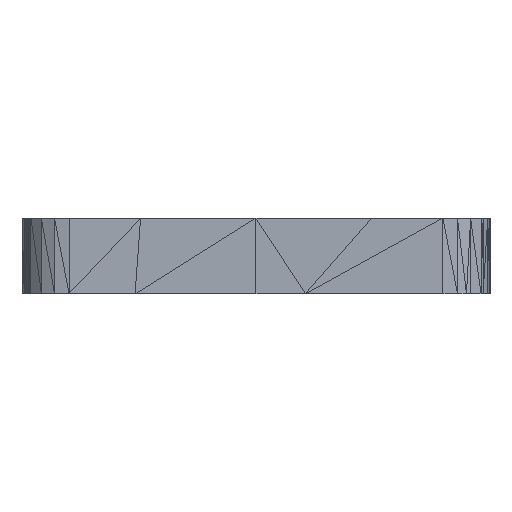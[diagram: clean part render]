
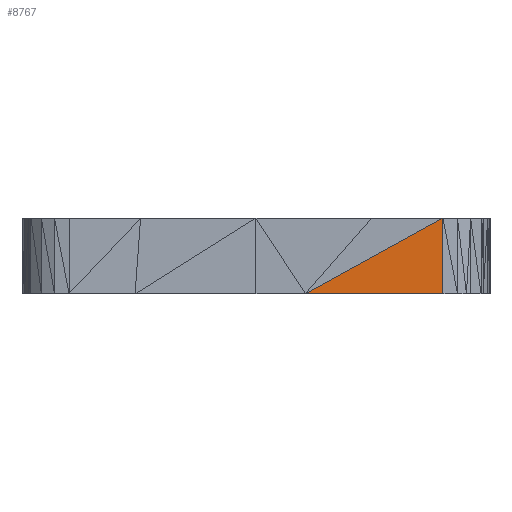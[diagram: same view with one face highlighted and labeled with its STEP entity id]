
A CAD part, left-side view. The second image highlights one B-rep face of the part: STEP entity #8767.
In plain terms, the highlighted planar face has unit normal (-1, 0, 0).
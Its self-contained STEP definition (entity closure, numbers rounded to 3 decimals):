
#43 = ORIENTED_EDGE ( 'NONE', *, *, #10867, .F. ) ;
#265 = VERTEX_POINT ( 'NONE', #19534 ) ;
#485 = VECTOR ( 'NONE', #2131, 1000. ) ;
#621 = ORIENTED_EDGE ( 'NONE', *, *, #13522, .F. ) ;
#869 = LINE ( 'NONE', #17833, #17596 ) ;
#974 = LINE ( 'NONE', #14709, #485 ) ;
#2131 = DIRECTION ( 'NONE',  ( 0., 0., -1. ) ) ;
#4110 = DIRECTION ( 'NONE',  ( 0., 1., 0. ) ) ;
#4490 = VECTOR ( 'NONE', #4110, 1000. ) ;
#6314 = EDGE_LOOP ( 'NONE', ( #43, #621, #17517 ) ) ;
#6847 = PLANE ( 'NONE',  #19332 ) ;
#7934 = VERTEX_POINT ( 'NONE', #9442 ) ;
#8408 = DIRECTION ( 'NONE',  ( 0., 0., -1. ) ) ;
#8767 = ADVANCED_FACE ( 'NONE', ( #15690 ), #6847, .F. ) ;
#9442 = CARTESIAN_POINT ( 'NONE',  ( 0., 3., 4.826 ) ) ;
#10867 = EDGE_CURVE ( 'NONE', #16483, #7934, #869, .T. ) ;
#13149 = DIRECTION ( 'NONE',  ( 0., -0.876, 0.482 ) ) ;
#13522 = EDGE_CURVE ( 'NONE', #265, #16483, #16514, .T. ) ;
#13540 = CARTESIAN_POINT ( 'NONE',  ( 0., 3., 0. ) ) ;
#14654 = CARTESIAN_POINT ( 'NONE',  ( 0., 0., 0. ) ) ;
#14709 = CARTESIAN_POINT ( 'NONE',  ( 0., 3., 4.826 ) ) ;
#15690 = FACE_OUTER_BOUND ( 'NONE', #6314, .T. ) ;
#16483 = VERTEX_POINT ( 'NONE', #17258 ) ;
#16514 = LINE ( 'NONE', #13540, #4490 ) ;
#17174 = EDGE_CURVE ( 'NONE', #7934, #265, #974, .T. ) ;
#17258 = CARTESIAN_POINT ( 'NONE',  ( 0., 11.772, 0. ) ) ;
#17517 = ORIENTED_EDGE ( 'NONE', *, *, #17174, .F. ) ;
#17596 = VECTOR ( 'NONE', #13149, 1000. ) ;
#17779 = DIRECTION ( 'NONE',  ( 1., 0., 0. ) ) ;
#17833 = CARTESIAN_POINT ( 'NONE',  ( 0., 11.772, 0. ) ) ;
#19332 = AXIS2_PLACEMENT_3D ( 'NONE', #14654, #17779, #8408 ) ;
#19534 = CARTESIAN_POINT ( 'NONE',  ( 0., 3., 0. ) ) ;
